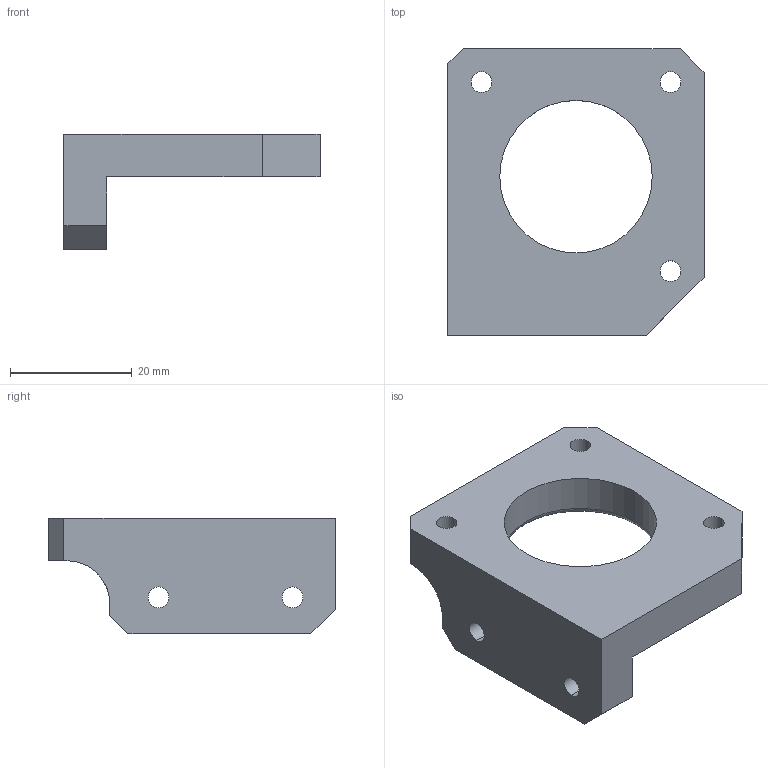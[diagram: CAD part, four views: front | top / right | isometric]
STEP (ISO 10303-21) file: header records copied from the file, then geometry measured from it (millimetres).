
FILE_DESCRIPTION (( 'STEP AP214' ), '1' );
FILE_NAME ('Y-motor.STEP', '2024-10-12T21:52:32', ( '' ), ( '' ), 'SwSTEP 2.0', 'SolidWorks 2024', '' );
FILE_SCHEMA (( 'AUTOMOTIVE_DESIGN' ));
Length unit declared in the file: millimetre
Products named in the file (1): Y-motor
Bounding box: 42 x 47 x 19 mm (x, y, z)
Volume: 12428.1 mm3; surface area: 5976.7 mm2
Topology: 1 solids, 1 shells, 52 faces, 136 edges, 90 vertices
Faces by surface type: plane 31, cylinder 19, torus 2
Entity records: 1681 total; most frequent: CARTESIAN_POINT 311, DIRECTION 282, ORIENTED_EDGE 272, EDGE_CURVE 136, AXIS2_PLACEMENT_3D 95, LINE 92, VECTOR 92, VERTEX_POINT 90
